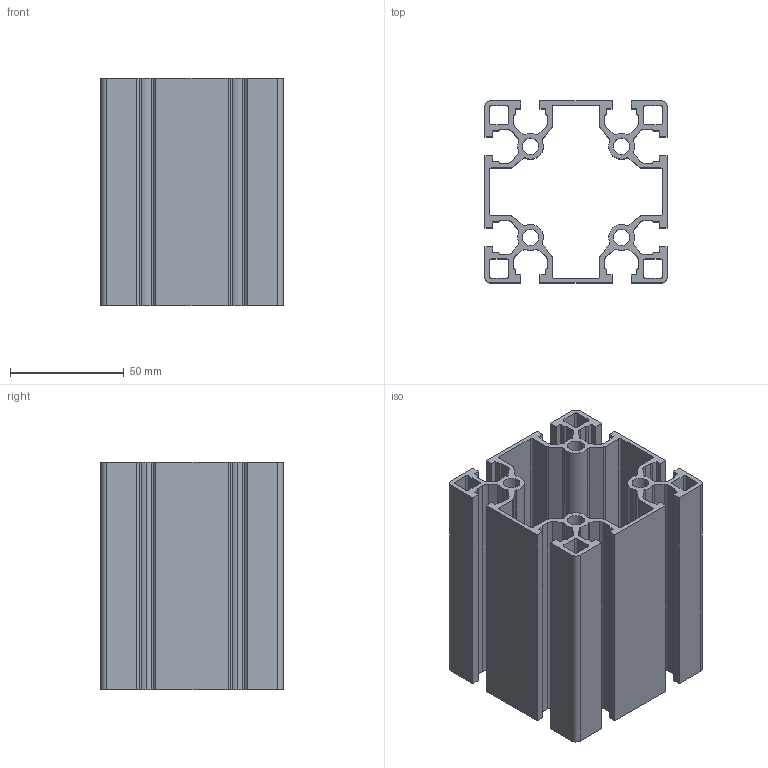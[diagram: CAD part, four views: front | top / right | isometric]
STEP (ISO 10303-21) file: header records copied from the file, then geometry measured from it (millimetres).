
FILE_DESCRIPTION (( 'STEP AP203' ), '1' );
FILE_NAME ('084.102.003.STEP', '2013-01-21T09:07:55', ( '' ), ( '' ), 'SwSTEP 2.0', 'SolidWorks 2011', '' );
FILE_SCHEMA (( 'CONFIG_CONTROL_DESIGN' ));
Length unit declared in the file: millimetre
Products named in the file (1): 084.102.003
Bounding box: 80 x 80 x 100 mm (x, y, z)
Volume: 133308.1 mm3; surface area: 113503.4 mm2
Topology: 1 solids, 1 shells, 252 faces, 750 edges, 500 vertices
Faces by surface type: plane 130, cylinder 122
Entity records: 8631 total; most frequent: CARTESIAN_POINT 1503, DIRECTION 1500, ORIENTED_EDGE 1500, EDGE_CURVE 750, VECTOR 506, LINE 506, VERTEX_POINT 500, AXIS2_PLACEMENT_3D 497
